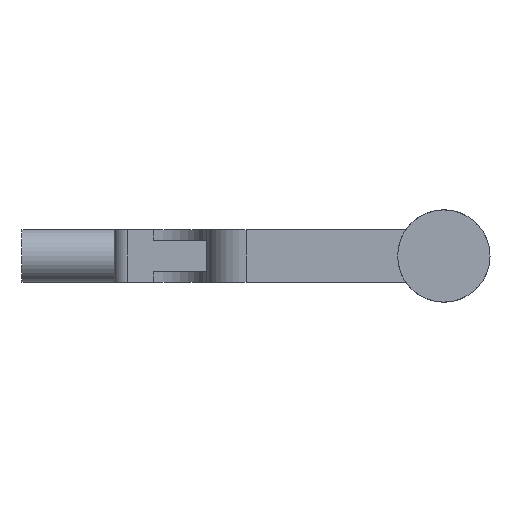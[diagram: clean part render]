
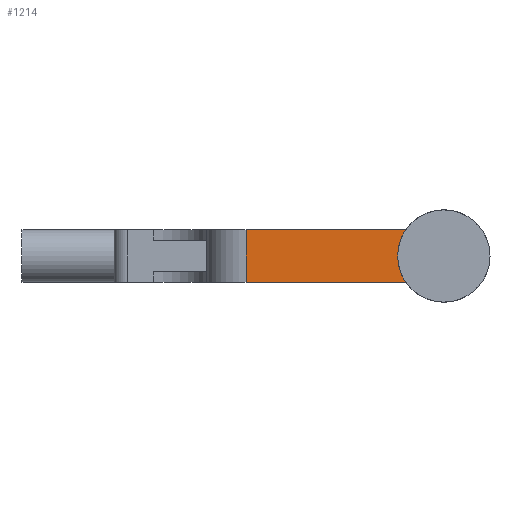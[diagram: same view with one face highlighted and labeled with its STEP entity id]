
A CAD part, front view. The second image highlights one B-rep face of the part: STEP entity #1214.
In plain terms, the highlighted planar face has unit normal (0, -1, 0).
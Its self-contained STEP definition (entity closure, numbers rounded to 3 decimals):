
#60 = EDGE_CURVE ( 'NONE', #825, #211, #404, .T. ) ;
#72 = CIRCLE ( 'NONE', #1559, 17.5 ) ;
#132 = DIRECTION ( 'NONE',  ( 1., 0., 0. ) ) ;
#135 = FACE_OUTER_BOUND ( 'NONE', #858, .T. ) ;
#192 = EDGE_CURVE ( 'NONE', #909, #771, #1496, .T. ) ;
#211 = VERTEX_POINT ( 'NONE', #1237 ) ;
#404 = LINE ( 'NONE', #1269, #696 ) ;
#410 = DIRECTION ( 'NONE',  ( 0., 0., -1. ) ) ;
#425 = ORIENTED_EDGE ( 'NONE', *, *, #192, .F. ) ;
#426 = EDGE_CURVE ( 'NONE', #948, #825, #664, .T. ) ;
#476 = ORIENTED_EDGE ( 'NONE', *, *, #779, .F. ) ;
#502 = PLANE ( 'NONE',  #1066 ) ;
#515 = DIRECTION ( 'NONE',  ( 0., -1., 0. ) ) ;
#566 = ORIENTED_EDGE ( 'NONE', *, *, #60, .F. ) ;
#567 = DIRECTION ( 'NONE',  ( -1., 0., 0. ) ) ;
#664 = CIRCLE ( 'NONE', #810, 17.5 ) ;
#696 = VECTOR ( 'NONE', #567, 1000. ) ;
#737 = VECTOR ( 'NONE', #410, 1000. ) ;
#744 = DIRECTION ( 'NONE',  ( 0., -1., 0. ) ) ;
#749 = DIRECTION ( 'NONE',  ( -1., 0., 0. ) ) ;
#771 = VERTEX_POINT ( 'NONE', #870 ) ;
#779 = EDGE_CURVE ( 'NONE', #771, #948, #72, .T. ) ;
#794 = ORIENTED_EDGE ( 'NONE', *, *, #426, .F. ) ;
#810 = AXIS2_PLACEMENT_3D ( 'NONE', #1096, #1203, #1464 ) ;
#815 = CARTESIAN_POINT ( 'NONE',  ( -14.361, -8., -10. ) ) ;
#825 = VERTEX_POINT ( 'NONE', #815 ) ;
#858 = EDGE_LOOP ( 'NONE', ( #566, #794, #476, #425, #1322 ) ) ;
#870 = CARTESIAN_POINT ( 'NONE',  ( -14.361, -8., 10. ) ) ;
#899 = VECTOR ( 'NONE', #132, 1000. ) ;
#900 = CARTESIAN_POINT ( 'NONE',  ( -75., -8., 0. ) ) ;
#909 = VERTEX_POINT ( 'NONE', #1004 ) ;
#948 = VERTEX_POINT ( 'NONE', #1191 ) ;
#980 = CARTESIAN_POINT ( 'NONE',  ( -80., -8., 10. ) ) ;
#1004 = CARTESIAN_POINT ( 'NONE',  ( -75., -8., 10. ) ) ;
#1066 = AXIS2_PLACEMENT_3D ( 'NONE', #1105, #744, #749 ) ;
#1096 = CARTESIAN_POINT ( 'NONE',  ( 0., -8., 0. ) ) ;
#1105 = CARTESIAN_POINT ( 'NONE',  ( -160., -8., 0. ) ) ;
#1191 = CARTESIAN_POINT ( 'NONE',  ( -17.5, -8., 0. ) ) ;
#1203 = DIRECTION ( 'NONE',  ( 0., -1., 0. ) ) ;
#1214 = ADVANCED_FACE ( 'NONE', ( #135 ), #502, .T. ) ;
#1237 = CARTESIAN_POINT ( 'NONE',  ( -75., -8., -10. ) ) ;
#1247 = CARTESIAN_POINT ( 'NONE',  ( 0., -8., 0. ) ) ;
#1269 = CARTESIAN_POINT ( 'NONE',  ( -90., -8., -10. ) ) ;
#1322 = ORIENTED_EDGE ( 'NONE', *, *, #1427, .T. ) ;
#1427 = EDGE_CURVE ( 'NONE', #909, #211, #1539, .T. ) ;
#1464 = DIRECTION ( 'NONE',  ( -1., 0., 0. ) ) ;
#1496 = LINE ( 'NONE', #980, #899 ) ;
#1525 = DIRECTION ( 'NONE',  ( -1., 0., 0. ) ) ;
#1539 = LINE ( 'NONE', #900, #737 ) ;
#1559 = AXIS2_PLACEMENT_3D ( 'NONE', #1247, #515, #1525 ) ;
